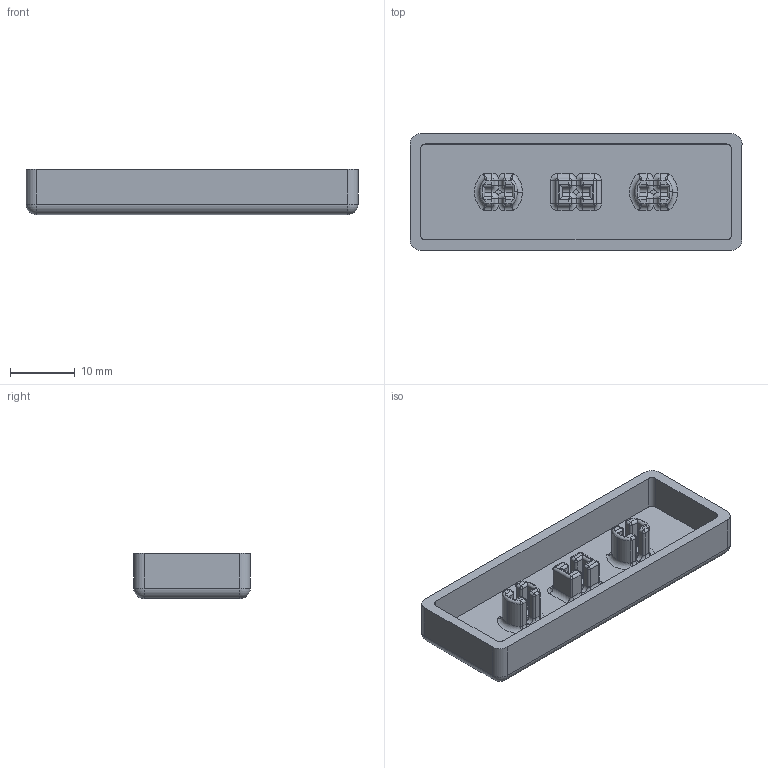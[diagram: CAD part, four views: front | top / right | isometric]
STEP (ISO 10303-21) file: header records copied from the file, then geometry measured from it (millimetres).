
FILE_DESCRIPTION(('HOOPS Exchange Step'),'2;1');
FILE_NAME('temp_export','2023-07-29T17:15:19-04:00',('jscotto'),('Shapr3D Limited'),'HOOPS Exchange 2023.1','Shapr3D','Authorized');
FILE_SCHEMA( ('AUTOMOTIVE_DESIGN { 1 0 10303 214 1 1 1 1 }') );
Length unit declared in the file: millimetre
Products named in the file (1): 2.75u
Bounding box: 51.39 x 18.05 x 7 mm (x, y, z)
Volume: 2757.3 mm3; surface area: 3779.7 mm2
Topology: 1 solids, 1 shells, 292 faces, 674 edges, 352 vertices
Faces by surface type: cylinder 136, plane 68, torus 40, bspline 36, sphere 12
Entity records: 11914 total; most frequent: CARTESIAN_POINT 5541, DIRECTION 1420, ORIENTED_EDGE 1276, EDGE_CURVE 638, AXIS2_PLACEMENT_3D 575, VERTEX_POINT 352, EDGE_LOOP 296, FACE_BOUND 296
